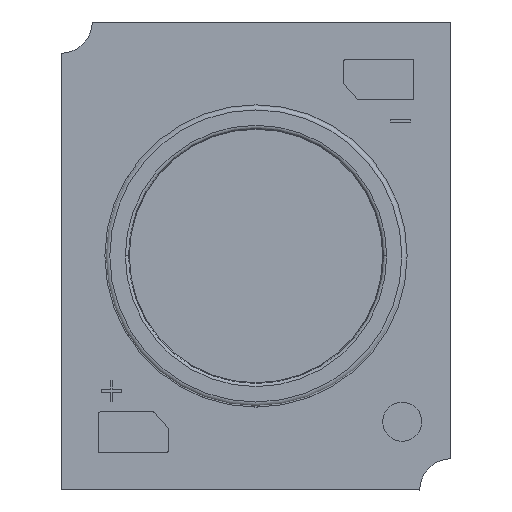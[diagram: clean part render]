
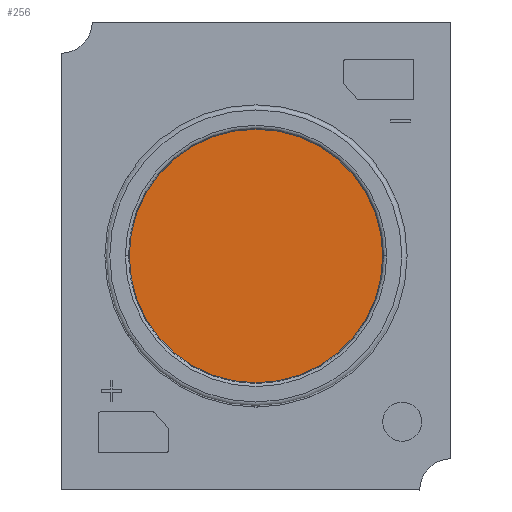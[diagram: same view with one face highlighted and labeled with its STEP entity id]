
A CAD part, top view. The second image highlights one B-rep face of the part: STEP entity #256.
In plain terms, the highlighted planar face has unit normal (0, 0, 1).
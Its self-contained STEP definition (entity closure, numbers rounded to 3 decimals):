
#178=FACE_OUTER_BOUND('',#414,.T.);
#256=ADVANCED_FACE('',(#178),#317,.T.);
#317=PLANE('',#1653);
#414=EDGE_LOOP('',(#805,#806));
#512=CIRCLE('',#1647,6.5);
#513=CIRCLE('',#1649,6.5);
#805=ORIENTED_EDGE('',*,*,#1232,.T.);
#806=ORIENTED_EDGE('',*,*,#1230,.T.);
#1047=VERTEX_POINT('',#2458);
#1048=VERTEX_POINT('',#2460);
#1230=EDGE_CURVE('',#1048,#1047,#512,.T.);
#1232=EDGE_CURVE('',#1047,#1048,#513,.T.);
#1647=AXIS2_PLACEMENT_3D('',#2459,#2006,#2007);
#1649=AXIS2_PLACEMENT_3D('',#2463,#2011,#2012);
#1653=AXIS2_PLACEMENT_3D('',#2467,#2019,#2020);
#2006=DIRECTION('',(0.,0.,1.));
#2007=DIRECTION('',(1.,0.,0.));
#2011=DIRECTION('',(0.,0.,1.));
#2012=DIRECTION('',(-1.,0.,0.));
#2019=DIRECTION('',(0.,0.,1.));
#2020=DIRECTION('',(-1.,0.,0.));
#2458=CARTESIAN_POINT('',(-6.5,0.,1.43));
#2459=CARTESIAN_POINT('',(0.,0.,1.43));
#2460=CARTESIAN_POINT('',(6.5,0.,1.43));
#2463=CARTESIAN_POINT('',(0.,0.,1.43));
#2467=CARTESIAN_POINT('',(0.,0.,1.43));
